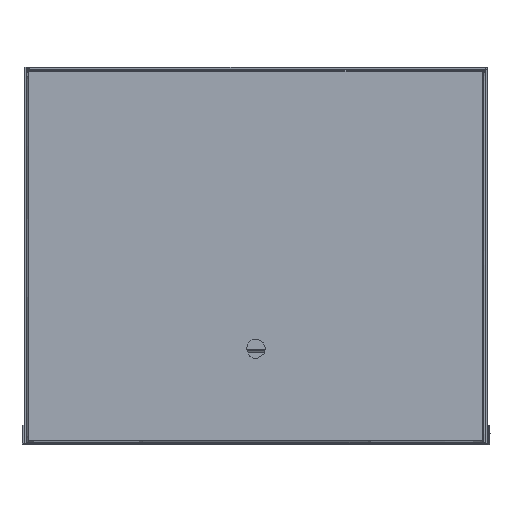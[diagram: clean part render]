
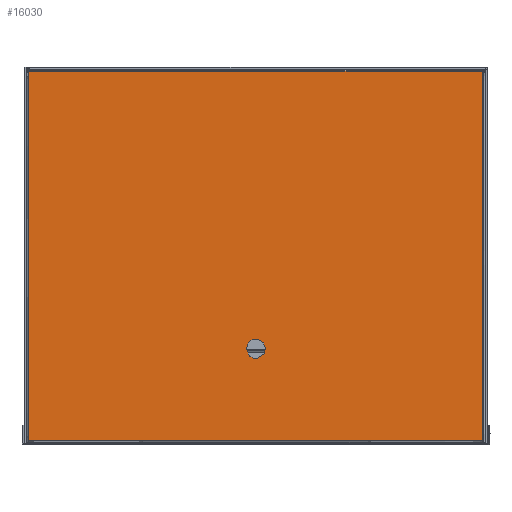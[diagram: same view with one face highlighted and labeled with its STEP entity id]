
A CAD part, front view. The second image highlights one B-rep face of the part: STEP entity #16030.
In plain terms, the highlighted free-form (B-spline) face has degree [1, 1] with [2, 2] control points.
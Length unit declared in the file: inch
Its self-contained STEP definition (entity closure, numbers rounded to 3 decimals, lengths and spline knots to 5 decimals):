
#9883=CARTESIAN_POINT('V274',(31.33234,-9.07438,
   -23.45035));
#9884=VERTEX_POINT('V274',#9883);
#9937=CARTESIAN_POINT('V273',(16.45734,-9.07438,
   -23.45035));
#9938=VERTEX_POINT('V273',#9937);
#10032=CARTESIAN_POINT('E434',(31.33234,-9.07438,
   -23.45035));
#10033=CARTESIAN_POINT('E434',(16.45734,-9.07438,
   -23.45035));
#10034=QUASI_UNIFORM_CURVE('E434',1,(#10032,#10033),.POLYLINE_FORM.,
   .F.,.U.);
#10035=EDGE_CURVE('E434',#9884,#9938,#10034,.T.);
#14830=CARTESIAN_POINT('V267',(23.58284,-9.07438,
   -32.45334));
#14831=VERTEX_POINT('V267',#14830);
#14832=CARTESIAN_POINT('E428',(23.58284,-9.07438,
   -32.45334));
#14833=CARTESIAN_POINT('E428',(23.58284,-9.07438,
   -31.91208));
#14834=CARTESIAN_POINT('E428',(24.05159,-9.07438,
   -32.18271));
#14835=CARTESIAN_POINT('E428',(24.52034,-9.07438,
   -32.45334));
#14836=CARTESIAN_POINT('E428',(24.05159,-9.07438,
   -32.72398));
#14837=CARTESIAN_POINT('E428',(23.58284,-9.07438,
   -32.99461));
#14838=CARTESIAN_POINT('E428',(23.58284,-9.07438,
   -32.45334));
#14846=(BOUNDED_CURVE()B_SPLINE_CURVE(2,(#14832,#14833,#14834,
   #14835,#14836,#14837,#14838),.CIRCULAR_ARC.,.T.,.U.)
   B_SPLINE_CURVE_WITH_KNOTS((3,2,2,3),(0.0,0.33333,
   0.66667,1.0),.UNSPECIFIED.)CURVE()
   GEOMETRIC_REPRESENTATION_ITEM()RATIONAL_B_SPLINE_CURVE((1.0,
   0.5,1.0,0.5,1.0,0.5,1.0)
   )REPRESENTATION_ITEM('E428'));
#14847=EDGE_CURVE('E428',#14831,#14831,#14846,.T.);
#14882=CARTESIAN_POINT('V268',(31.26034,-9.07438,
   -23.47835));
#14883=VERTEX_POINT('V268',#14882);
#14884=CARTESIAN_POINT('V275',(31.33234,-9.07438,
   -23.47835));
#14885=VERTEX_POINT('V275',#14884);
#14886=CARTESIAN_POINT('E436',(31.26034,-9.07438,
   -23.47835));
#14887=CARTESIAN_POINT('E436',(31.33234,-9.07438,
   -23.47835));
#14888=QUASI_UNIFORM_CURVE('E436',1,(#14886,#14887),.POLYLINE_FORM.,
   .F.,.U.);
#14889=EDGE_CURVE('E436',#14883,#14885,#14888,.T.);
#14918=CARTESIAN_POINT('E435',(31.33234,-9.07438,
   -23.47835));
#14919=CARTESIAN_POINT('E435',(31.33234,-9.07438,
   -23.45035));
#14920=QUASI_UNIFORM_CURVE('E435',1,(#14918,#14919),.POLYLINE_FORM.,
   .F.,.U.);
#14921=EDGE_CURVE('E435',#14885,#9884,#14920,.T.);
#14938=CARTESIAN_POINT('V272',(16.45734,-9.07438,
   -23.47835));
#14939=VERTEX_POINT('V272',#14938);
#14940=CARTESIAN_POINT('E433',(16.45734,-9.07438,
   -23.45035));
#14941=CARTESIAN_POINT('E433',(16.45734,-9.07438,
   -23.47835));
#14942=QUASI_UNIFORM_CURVE('E433',1,(#14940,#14941),.POLYLINE_FORM.,
   .F.,.U.);
#14943=EDGE_CURVE('E433',#9938,#14939,#14942,.T.);
#14966=CARTESIAN_POINT('V271',(16.52934,-9.07438,
   -23.47835));
#14967=VERTEX_POINT('V271',#14966);
#14968=CARTESIAN_POINT('E432',(16.45734,-9.07438,
   -23.47835));
#14969=CARTESIAN_POINT('E432',(16.52934,-9.07438,
   -23.47835));
#14970=QUASI_UNIFORM_CURVE('E432',1,(#14968,#14969),.POLYLINE_FORM.,
   .F.,.U.);
#14971=EDGE_CURVE('E432',#14939,#14967,#14970,.T.);
#15996=CARTESIAN_POINT('F218',(16.45615,-9.07438,
   -23.44917));
#15997=CARTESIAN_POINT('F218',(16.45616,-9.07438,
   -35.43253));
#15998=CARTESIAN_POINT('F218',(31.33352,-9.07438,
   -23.44917));
#15999=CARTESIAN_POINT('F218',(31.33352,-9.07438,
   -35.43253));
#16000=QUASI_UNIFORM_SURFACE('F218',1,1,((#15996,#15998),(#15997,
   #15999)),.PLANE_SURF.,.F.,.F.,.U.);
#16001=CARTESIAN_POINT('V269',(31.26034,-9.07438,
   -35.43135));
#16002=VERTEX_POINT('V269',#16001);
#16003=CARTESIAN_POINT('E429',(31.26034,-9.07438,
   -35.43135));
#16004=CARTESIAN_POINT('E429',(31.26034,-9.07438,
   -23.47835));
#16005=QUASI_UNIFORM_CURVE('E429',1,(#16003,#16004),.POLYLINE_FORM.,
   .F.,.U.);
#16006=EDGE_CURVE('E429',#16002,#14883,#16005,.T.);
#16007=ORIENTED_EDGE('E429',*,*,#16006,.T.);
#16008=ORIENTED_EDGE('E436',*,*,#14889,.T.);
#16009=ORIENTED_EDGE('E435',*,*,#14921,.T.);
#16010=ORIENTED_EDGE('F406',*,*,#10035,.T.);
#16011=ORIENTED_EDGE('E433',*,*,#14943,.T.);
#16012=ORIENTED_EDGE('E432',*,*,#14971,.T.);
#16013=CARTESIAN_POINT('V270',(16.52934,-9.07438,
   -35.43135));
#16014=VERTEX_POINT('V270',#16013);
#16015=CARTESIAN_POINT('E431',(16.52934,-9.07438,
   -23.47835));
#16016=CARTESIAN_POINT('E431',(16.52934,-9.07438,
   -35.43135));
#16017=QUASI_UNIFORM_CURVE('E431',1,(#16015,#16016),.POLYLINE_FORM.,
   .F.,.U.);
#16018=EDGE_CURVE('E431',#14967,#16014,#16017,.T.);
#16019=ORIENTED_EDGE('E431',*,*,#16018,.T.);
#16020=CARTESIAN_POINT('E430',(16.52934,-9.07438,
   -35.43135));
#16021=CARTESIAN_POINT('E430',(31.26034,-9.07438,
   -35.43135));
#16022=QUASI_UNIFORM_CURVE('E430',1,(#16020,#16021),.POLYLINE_FORM.,
   .F.,.U.);
#16023=EDGE_CURVE('E430',#16014,#16002,#16022,.T.);
#16024=ORIENTED_EDGE('E430',*,*,#16023,.T.);
#16025=EDGE_LOOP('F218',(#16007,#16008,#16009,#16010,#16011,#16012,
   #16019,#16024));
#16026=FACE_OUTER_BOUND('F218',#16025,.T.);
#16027=ORIENTED_EDGE('E428',*,*,#14847,.T.);
#16028=EDGE_LOOP('F218',(#16027));
#16029=FACE_BOUND('F218',#16028,.T.);
#16030=ADVANCED_FACE('F218',(#16026,#16029),#16000,.T.);
